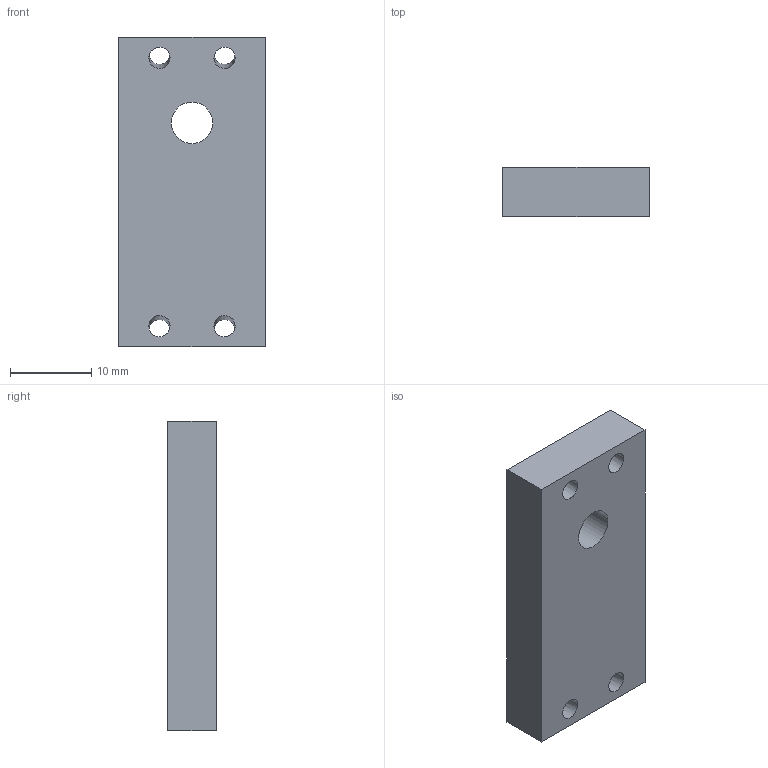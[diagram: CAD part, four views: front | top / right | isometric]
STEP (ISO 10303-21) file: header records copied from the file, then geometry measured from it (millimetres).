
FILE_DESCRIPTION(('HOOPS Exchange Step'),'2;1');
FILE_NAME('temp_export','2024-03-01T07:39:47-05:00',('mobile'),('Shapr3D Limited'),'HOOPS Exchange 2023.2','Shapr3D','Authorized');
FILE_SCHEMA( ('AUTOMOTIVE_DESIGN { 1 0 10303 214 1 1 1 1 }') );
Length unit declared in the file: millimetre
Products named in the file (2): Front Tensioners.step; root
Assembly tree (1 placements, depth 2):
  root
    Front Tensioners.step
Bounding box: 18 x 6 x 38 mm (x, y, z)
Volume: 3853.9 mm3; surface area: 2249.2 mm2
Topology: 1 solids, 1 shells, 11 faces, 37 edges, 28 vertices
Faces by surface type: plane 6, bspline 4, cylinder 1
Full cylindrical faces by diameter (mm): 5.1 x1
Entity records: 1506 total; most frequent: CARTESIAN_POINT 1158, ORIENTED_EDGE 74, DIRECTION 39, EDGE_CURVE 37, VERTEX_POINT 28, EDGE_LOOP 21, FACE_BOUND 21, B_SPLINE_CURVE_WITH_KNOTS 20
